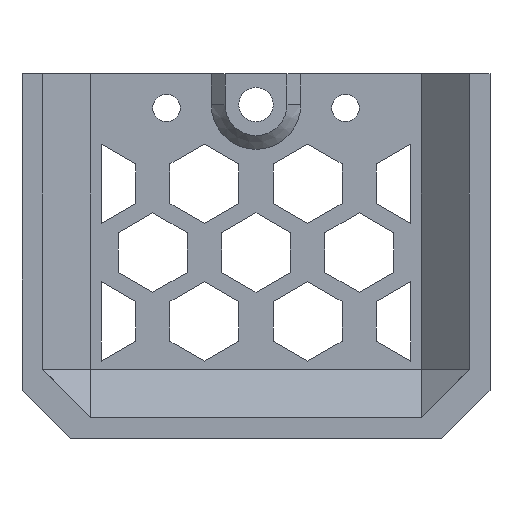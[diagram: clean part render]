
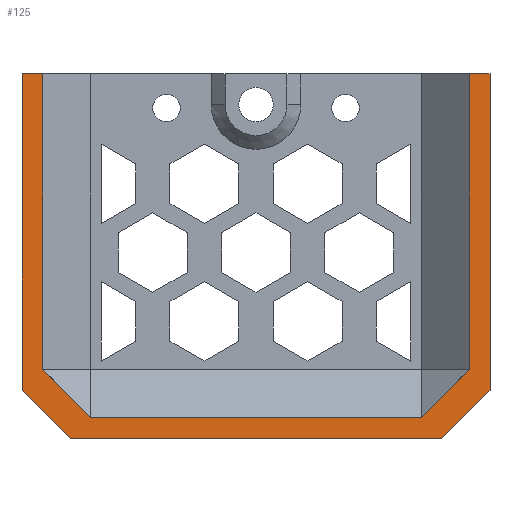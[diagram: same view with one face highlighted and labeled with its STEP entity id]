
A CAD part, front view. The second image highlights one B-rep face of the part: STEP entity #125.
In plain terms, the highlighted planar face has unit normal (0, -1, 0).
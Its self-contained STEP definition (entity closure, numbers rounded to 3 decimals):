
#125=ADVANCED_FACE('',(#1160),#1162,.T.);
#1160=FACE_BOUND('',#1161,.T.);
#1161=EDGE_LOOP('',(#4808,#4809,#4810,#4811,#4812,#4813,#4814,#4815,#4816,#4817,
#4818,#4819));
#1162=PLANE('',#1163);
#1163=AXIS2_PLACEMENT_3D('',#1164,#1165,#1166);
#1164=CARTESIAN_POINT('',(-34.,-65.5,0.));
#1165=DIRECTION('',(0.,-1.,0.));
#1166=DIRECTION('',(1.,0.,0.));
#4808=ORIENTED_EDGE('',*,*,#7508,.F.);
#4809=ORIENTED_EDGE('',*,*,#7509,.T.);
#4810=ORIENTED_EDGE('',*,*,#7510,.F.);
#4811=ORIENTED_EDGE('',*,*,#7511,.T.);
#4812=ORIENTED_EDGE('',*,*,#7323,.F.);
#4813=ORIENTED_EDGE('',*,*,#7373,.F.);
#4814=ORIENTED_EDGE('',*,*,#7512,.F.);
#4815=ORIENTED_EDGE('',*,*,#7513,.F.);
#4816=ORIENTED_EDGE('',*,*,#7514,.F.);
#4817=ORIENTED_EDGE('',*,*,#7515,.T.);
#4818=ORIENTED_EDGE('',*,*,#7331,.F.);
#4819=ORIENTED_EDGE('',*,*,#7516,.F.);
#7323=EDGE_CURVE('',#8918,#8920,#8921,.T.);
#7331=EDGE_CURVE('',#8932,#8934,#8935,.T.);
#7373=EDGE_CURVE('',#9005,#8918,#9007,.T.);
#7508=EDGE_CURVE('',#9275,#9276,#9277,.F.);
#7509=EDGE_CURVE('',#9275,#9278,#9279,.T.);
#7510=EDGE_CURVE('',#9280,#9278,#9281,.F.);
#7511=EDGE_CURVE('',#9280,#8920,#9282,.T.);
#7512=EDGE_CURVE('',#9283,#9005,#9284,.F.);
#7513=EDGE_CURVE('',#9285,#9283,#9286,.T.);
#7514=EDGE_CURVE('',#9287,#9285,#9288,.F.);
#7515=EDGE_CURVE('',#9287,#8934,#9289,.T.);
#7516=EDGE_CURVE('',#9276,#8932,#9290,.T.);
#8918=VERTEX_POINT('',#11754);
#8920=VERTEX_POINT('',#11758);
#8921=LINE('',#11759,#11760);
#8932=VERTEX_POINT('',#11784);
#8934=VERTEX_POINT('',#11788);
#8935=LINE('',#11789,#11790);
#9005=VERTEX_POINT('',#11944);
#9007=LINE('',#11948,#11949);
#9275=VERTEX_POINT('',#12489);
#9276=VERTEX_POINT('',#12490);
#9277=LINE('',#12491,#12492);
#9278=VERTEX_POINT('',#12494);
#9279=LINE('',#12495,#12496);
#9280=VERTEX_POINT('',#12498);
#9281=LINE('',#12499,#12500);
#9282=LINE('',#12502,#12503);
#9283=VERTEX_POINT('',#12505);
#9284=LINE('',#12506,#12507);
#9285=VERTEX_POINT('',#12509);
#9286=LINE('',#12510,#12511);
#9287=VERTEX_POINT('',#12513);
#9288=LINE('',#12514,#12515);
#9289=LINE('',#12517,#12518);
#9290=LINE('',#12520,#12521);
#11754=CARTESIAN_POINT('',(31.,-65.5,53.));
#11758=CARTESIAN_POINT('',(34.,-65.5,53.));
#11759=CARTESIAN_POINT('',(31.,-65.5,53.));
#11760=VECTOR('',#11761,1.);
#11761=DIRECTION('',(1.,0.,0.));
#11784=CARTESIAN_POINT('',(-34.,-65.5,53.));
#11788=CARTESIAN_POINT('',(-31.,-65.5,53.));
#11789=CARTESIAN_POINT('',(-34.,-65.5,53.));
#11790=VECTOR('',#11791,1.);
#11791=DIRECTION('',(1.,0.,0.));
#11944=CARTESIAN_POINT('',(31.,-65.5,10.));
#11948=CARTESIAN_POINT('',(31.,-65.5,10.));
#11949=VECTOR('',#11950,1.);
#11950=DIRECTION('',(0.,0.,1.));
#12489=CARTESIAN_POINT('',(-27.,-65.5,0.));
#12490=CARTESIAN_POINT('',(-34.,-65.5,7.));
#12491=CARTESIAN_POINT('',(-34.,-65.5,7.));
#12492=VECTOR('',#12493,1.);
#12493=DIRECTION('',(0.707,0.,-0.707));
#12494=CARTESIAN_POINT('',(27.,-65.5,0.));
#12495=CARTESIAN_POINT('',(-27.,-65.5,0.));
#12496=VECTOR('',#12497,1.);
#12497=DIRECTION('',(1.,0.,0.));
#12498=CARTESIAN_POINT('',(34.,-65.5,7.));
#12499=CARTESIAN_POINT('',(27.,-65.5,0.));
#12500=VECTOR('',#12501,1.);
#12501=DIRECTION('',(0.707,0.,0.707));
#12502=CARTESIAN_POINT('',(34.,-65.5,7.));
#12503=VECTOR('',#12504,1.);
#12504=DIRECTION('',(0.,0.,1.));
#12505=CARTESIAN_POINT('',(24.,-65.5,3.));
#12506=CARTESIAN_POINT('',(31.,-65.5,10.));
#12507=VECTOR('',#12508,1.);
#12508=DIRECTION('',(-0.707,0.,-0.707));
#12509=CARTESIAN_POINT('',(-24.,-65.5,3.));
#12510=CARTESIAN_POINT('',(-24.,-65.5,3.));
#12511=VECTOR('',#12512,1.);
#12512=DIRECTION('',(1.,0.,0.));
#12513=CARTESIAN_POINT('',(-31.,-65.5,10.));
#12514=CARTESIAN_POINT('',(-24.,-65.5,3.));
#12515=VECTOR('',#12516,1.);
#12516=DIRECTION('',(-0.707,0.,0.707));
#12517=CARTESIAN_POINT('',(-31.,-65.5,10.));
#12518=VECTOR('',#12519,1.);
#12519=DIRECTION('',(0.,0.,1.));
#12520=CARTESIAN_POINT('',(-34.,-65.5,7.));
#12521=VECTOR('',#12522,1.);
#12522=DIRECTION('',(0.,0.,1.));
